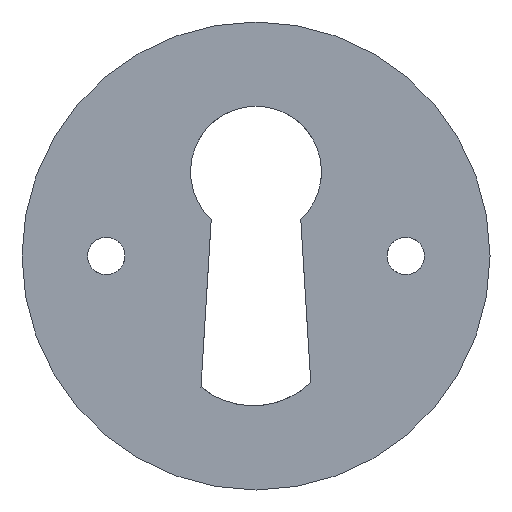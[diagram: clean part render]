
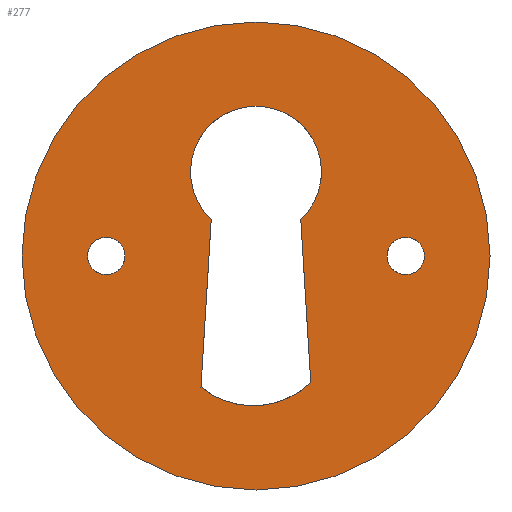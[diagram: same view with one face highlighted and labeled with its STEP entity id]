
A CAD part, front view. The second image highlights one B-rep face of the part: STEP entity #277.
In plain terms, the highlighted planar face has unit normal (0, -1, 0).
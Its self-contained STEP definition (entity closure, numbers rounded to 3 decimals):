
#7 = VECTOR ( 'NONE', #681, 1000. ) ;
#18 = VERTEX_POINT ( 'NONE', #658 ) ;
#30 = AXIS2_PLACEMENT_3D ( 'NONE', #641, #535, #206 ) ;
#32 = EDGE_CURVE ( 'NONE', #704, #691, #155, .T. ) ;
#62 = EDGE_CURVE ( 'NONE', #691, #570, #111, .T. ) ;
#70 = EDGE_LOOP ( 'NONE', ( #653, #125 ) ) ;
#73 = EDGE_CURVE ( 'NONE', #18, #677, #164, .T. ) ;
#78 = ORIENTED_EDGE ( 'NONE', *, *, #551, .F. ) ;
#80 = CIRCLE ( 'NONE', #213, 1. ) ;
#82 = CARTESIAN_POINT ( 'NONE',  ( 0., 0., 12.5 ) ) ;
#90 = DIRECTION ( 'NONE',  ( -0.061, 0., 0.998 ) ) ;
#94 = DIRECTION ( 'NONE',  ( 0., 0., -1. ) ) ;
#95 = EDGE_LOOP ( 'NONE', ( #170, #354 ) ) ;
#99 = LINE ( 'NONE', #343, #7 ) ;
#106 = CIRCLE ( 'NONE', #437, 3.5 ) ;
#108 = EDGE_LOOP ( 'NONE', ( #78, #464, #123, #138, #565 ) ) ;
#111 = CIRCLE ( 'NONE', #458, 3.5 ) ;
#114 = DIRECTION ( 'NONE',  ( 0., 0., -1. ) ) ;
#123 = ORIENTED_EDGE ( 'NONE', *, *, #62, .F. ) ;
#125 = ORIENTED_EDGE ( 'NONE', *, *, #594, .F. ) ;
#138 = ORIENTED_EDGE ( 'NONE', *, *, #32, .F. ) ;
#155 = LINE ( 'NONE', #372, #340 ) ;
#156 = AXIS2_PLACEMENT_3D ( 'NONE', #345, #459, #684 ) ;
#164 = CIRCLE ( 'NONE', #302, 12.5 ) ;
#169 = EDGE_CURVE ( 'NONE', #677, #18, #364, .T. ) ;
#170 = ORIENTED_EDGE ( 'NONE', *, *, #544, .F. ) ;
#186 = AXIS2_PLACEMENT_3D ( 'NONE', #281, #452, #114 ) ;
#190 = CARTESIAN_POINT ( 'NONE',  ( 0., 0., 4.5 ) ) ;
#206 = DIRECTION ( 'NONE',  ( 0., 0., 1. ) ) ;
#213 = AXIS2_PLACEMENT_3D ( 'NONE', #607, #707, #716 ) ;
#218 = DIRECTION ( 'NONE',  ( 0., 0., 1. ) ) ;
#235 = CARTESIAN_POINT ( 'NONE',  ( 2.924, 0., -6.763 ) ) ;
#265 = CARTESIAN_POINT ( 'NONE',  ( -8., 0., 0. ) ) ;
#274 = DIRECTION ( 'NONE',  ( 0., 1., 0. ) ) ;
#277 = ADVANCED_FACE ( 'NONE', ( #330, #671, #323, #324 ), #495, .F. ) ;
#281 = CARTESIAN_POINT ( 'NONE',  ( -8., 0., 0. ) ) ;
#302 = AXIS2_PLACEMENT_3D ( 'NONE', #384, #435, #710 ) ;
#312 = CARTESIAN_POINT ( 'NONE',  ( 2.392, 0., 1.945 ) ) ;
#314 = CARTESIAN_POINT ( 'NONE',  ( -2.939, 0., -7. ) ) ;
#323 = FACE_BOUND ( 'NONE', #70, .T. ) ;
#324 = FACE_OUTER_BOUND ( 'NONE', #614, .T. ) ;
#325 = AXIS2_PLACEMENT_3D ( 'NONE', #668, #274, #218 ) ;
#328 = EDGE_CURVE ( 'NONE', #537, #628, #80, .T. ) ;
#330 = FACE_BOUND ( 'NONE', #108, .T. ) ;
#338 = CARTESIAN_POINT ( 'NONE',  ( 8., 0., 0. ) ) ;
#340 = VECTOR ( 'NONE', #90, 1000. ) ;
#343 = CARTESIAN_POINT ( 'NONE',  ( -2.392, 0., 1.945 ) ) ;
#345 = CARTESIAN_POINT ( 'NONE',  ( -0.14, 0., -3.593 ) ) ;
#354 = ORIENTED_EDGE ( 'NONE', *, *, #328, .F. ) ;
#362 = EDGE_CURVE ( 'NONE', #570, #675, #106, .T. ) ;
#364 = CIRCLE ( 'NONE', #30, 12.5 ) ;
#372 = CARTESIAN_POINT ( 'NONE',  ( 2.924, 0., -6.763 ) ) ;
#377 = CIRCLE ( 'NONE', #438, 1. ) ;
#380 = DIRECTION ( 'NONE',  ( 0., 0., -1. ) ) ;
#382 = CARTESIAN_POINT ( 'NONE',  ( -8., 0., 1. ) ) ;
#384 = CARTESIAN_POINT ( 'NONE',  ( 0., 0., 0. ) ) ;
#397 = EDGE_CURVE ( 'NONE', #588, #406, #415, .T. ) ;
#405 = CARTESIAN_POINT ( 'NONE',  ( 0., 0., 8. ) ) ;
#406 = VERTEX_POINT ( 'NONE', #382 ) ;
#408 = CIRCLE ( 'NONE', #186, 1. ) ;
#415 = CIRCLE ( 'NONE', #548, 1. ) ;
#435 = DIRECTION ( 'NONE',  ( 0., 1., 0. ) ) ;
#437 = AXIS2_PLACEMENT_3D ( 'NONE', #586, #527, #711 ) ;
#438 = AXIS2_PLACEMENT_3D ( 'NONE', #338, #568, #380 ) ;
#452 = DIRECTION ( 'NONE',  ( 0., -1., 0. ) ) ;
#458 = AXIS2_PLACEMENT_3D ( 'NONE', #190, #715, #601 ) ;
#459 = DIRECTION ( 'NONE',  ( 0., -1., 0. ) ) ;
#464 = ORIENTED_EDGE ( 'NONE', *, *, #362, .F. ) ;
#483 = ORIENTED_EDGE ( 'NONE', *, *, #73, .F. ) ;
#495 = PLANE ( 'NONE',  #325 ) ;
#505 = CARTESIAN_POINT ( 'NONE',  ( -8., 0., -1. ) ) ;
#508 = CIRCLE ( 'NONE', #156, 4.409 ) ;
#521 = VERTEX_POINT ( 'NONE', #314 ) ;
#527 = DIRECTION ( 'NONE',  ( 0., -1., 0. ) ) ;
#535 = DIRECTION ( 'NONE',  ( 0., 1., 0. ) ) ;
#537 = VERTEX_POINT ( 'NONE', #617 ) ;
#544 = EDGE_CURVE ( 'NONE', #628, #537, #377, .T. ) ;
#548 = AXIS2_PLACEMENT_3D ( 'NONE', #265, #652, #94 ) ;
#551 = EDGE_CURVE ( 'NONE', #675, #521, #99, .T. ) ;
#565 = ORIENTED_EDGE ( 'NONE', *, *, #646, .F. ) ;
#568 = DIRECTION ( 'NONE',  ( 0., -1., 0. ) ) ;
#570 = VERTEX_POINT ( 'NONE', #405 ) ;
#586 = CARTESIAN_POINT ( 'NONE',  ( 0., 0., 4.5 ) ) ;
#588 = VERTEX_POINT ( 'NONE', #505 ) ;
#594 = EDGE_CURVE ( 'NONE', #406, #588, #408, .T. ) ;
#601 = DIRECTION ( 'NONE',  ( 0., 0., 1. ) ) ;
#607 = CARTESIAN_POINT ( 'NONE',  ( 8., 0., 0. ) ) ;
#614 = EDGE_LOOP ( 'NONE', ( #680, #483 ) ) ;
#617 = CARTESIAN_POINT ( 'NONE',  ( 8., 0., 1. ) ) ;
#628 = VERTEX_POINT ( 'NONE', #673 ) ;
#641 = CARTESIAN_POINT ( 'NONE',  ( 0., 0., 0. ) ) ;
#646 = EDGE_CURVE ( 'NONE', #521, #704, #508, .T. ) ;
#652 = DIRECTION ( 'NONE',  ( 0., -1., 0. ) ) ;
#653 = ORIENTED_EDGE ( 'NONE', *, *, #397, .F. ) ;
#658 = CARTESIAN_POINT ( 'NONE',  ( 0., 0., -12.5 ) ) ;
#668 = CARTESIAN_POINT ( 'NONE',  ( 0., 0., 0. ) ) ;
#671 = FACE_BOUND ( 'NONE', #95, .T. ) ;
#673 = CARTESIAN_POINT ( 'NONE',  ( 8., 0., -1. ) ) ;
#675 = VERTEX_POINT ( 'NONE', #689 ) ;
#677 = VERTEX_POINT ( 'NONE', #82 ) ;
#680 = ORIENTED_EDGE ( 'NONE', *, *, #169, .F. ) ;
#681 = DIRECTION ( 'NONE',  ( -0.061, 0., -0.998 ) ) ;
#684 = DIRECTION ( 'NONE',  ( 0., 0., 1. ) ) ;
#689 = CARTESIAN_POINT ( 'NONE',  ( -2.392, 0., 1.945 ) ) ;
#691 = VERTEX_POINT ( 'NONE', #312 ) ;
#704 = VERTEX_POINT ( 'NONE', #235 ) ;
#707 = DIRECTION ( 'NONE',  ( 0., -1., 0. ) ) ;
#710 = DIRECTION ( 'NONE',  ( 0., 0., 1. ) ) ;
#711 = DIRECTION ( 'NONE',  ( 0., 0., 1. ) ) ;
#715 = DIRECTION ( 'NONE',  ( 0., -1., 0. ) ) ;
#716 = DIRECTION ( 'NONE',  ( 0., 0., -1. ) ) ;
